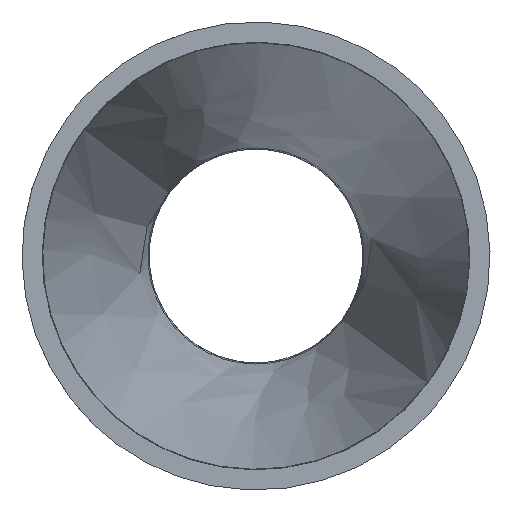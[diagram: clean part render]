
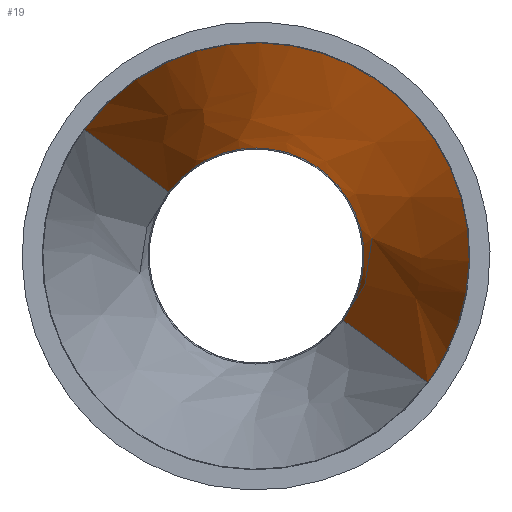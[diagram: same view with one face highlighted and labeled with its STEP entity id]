
A CAD part, front view. The second image highlights one B-rep face of the part: STEP entity #19.
In plain terms, the highlighted free-form (B-spline) face has degree [2, 1] with [9, 2] control points.
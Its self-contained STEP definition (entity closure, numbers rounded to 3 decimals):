
#19=ADVANCED_FACE('',(#43),#288,.T.);
#43=FACE_OUTER_BOUND('',#66,.T.);
#66=EDGE_LOOP('',(#104,#105,#106,#107));
#104=ORIENTED_EDGE('',*,*,#179,.F.);
#105=ORIENTED_EDGE('',*,*,#182,.T.);
#106=ORIENTED_EDGE('',*,*,#183,.T.);
#107=ORIENTED_EDGE('',*,*,#184,.T.);
#179=EDGE_CURVE('',#267,#266,#233,.T.);
#182=EDGE_CURVE('',#267,#268,#218,.T.);
#183=EDGE_CURVE('',#268,#269,#236,.T.);
#184=EDGE_CURVE('',#269,#266,#219,.T.);
#218=B_SPLINE_CURVE_WITH_KNOTS('',1,(#1334,#1335),.UNSPECIFIED.,.F.,.F.,
(2,2),(-26.331,0.),.UNSPECIFIED.);
#219=B_SPLINE_CURVE_WITH_KNOTS('',1,(#1341,#1342),.UNSPECIFIED.,.F.,.F.,
(2,2),(0.,26.331),.UNSPECIFIED.);
#233=(
BOUNDED_CURVE()
B_SPLINE_CURVE(2,(#1319,#1320,#1321,#1322,#1323),.UNSPECIFIED.,.F.,.F.)
B_SPLINE_CURVE_WITH_KNOTS((3,2,3),(0.,19.895,39.791),
 .UNSPECIFIED.)
CURVE()
GEOMETRIC_REPRESENTATION_ITEM()
RATIONAL_B_SPLINE_CURVE((1.,0.707,1.,0.707,1.))
REPRESENTATION_ITEM('')
);
#236=(
BOUNDED_CURVE()
B_SPLINE_CURVE(2,(#1336,#1337,#1338,#1339,#1340),.UNSPECIFIED.,.F.,.F.)
B_SPLINE_CURVE_WITH_KNOTS((3,2,3),(-20.164,-10.082,0.),
 .UNSPECIFIED.)
CURVE()
GEOMETRIC_REPRESENTATION_ITEM()
RATIONAL_B_SPLINE_CURVE((1.,0.707,1.,0.707,1.))
REPRESENTATION_ITEM('')
);
#266=VERTEX_POINT('',#1276);
#267=VERTEX_POINT('',#1277);
#268=VERTEX_POINT('',#1278);
#269=VERTEX_POINT('',#1279);
#288=(
BOUNDED_SURFACE()
B_SPLINE_SURFACE(2,1,((#603,#604),(#605,#606),(#607,#608),(#609,#610),(#611,
#612),(#613,#614),(#615,#616),(#617,#618),(#619,#620)),.UNSPECIFIED.,.T.,
 .F.,.F.)
B_SPLINE_SURFACE_WITH_KNOTS((3,2,2,2,3),(2,2),(0.,1.571,3.142,
4.712,6.283),(0.,58.802),.UNSPECIFIED.)
GEOMETRIC_REPRESENTATION_ITEM()
RATIONAL_B_SPLINE_SURFACE(((1.,1.),(0.707,0.707),
(1.,1.),(0.707,0.707),(1.,1.),(0.707,
0.707),(1.,1.),(0.707,0.707),(1.,1.)))
REPRESENTATION_ITEM('')
SURFACE()
);
#603=CARTESIAN_POINT('',(-0.006,72.,0.));
#604=CARTESIAN_POINT('',(-8.275,14.877,-11.233));
#605=CARTESIAN_POINT('',(-0.006,72.,0.));
#606=CARTESIAN_POINT('',(-19.508,14.876,-2.959));
#607=CARTESIAN_POINT('',(-0.006,72.,0.));
#608=CARTESIAN_POINT('',(-11.234,14.876,8.274));
#609=CARTESIAN_POINT('',(-0.006,72.,0.));
#610=CARTESIAN_POINT('',(-2.96,14.877,19.507));
#611=CARTESIAN_POINT('',(-0.006,72.,0.));
#612=CARTESIAN_POINT('',(8.273,14.878,11.233));
#613=CARTESIAN_POINT('',(-0.006,72.,0.));
#614=CARTESIAN_POINT('',(19.506,14.879,2.959));
#615=CARTESIAN_POINT('',(-0.006,72.,0.));
#616=CARTESIAN_POINT('',(11.232,14.878,-8.274));
#617=CARTESIAN_POINT('',(-0.006,72.,0.));
#618=CARTESIAN_POINT('',(2.958,14.878,-19.507));
#619=CARTESIAN_POINT('',(-0.006,72.,0.));
#620=CARTESIAN_POINT('',(-8.275,14.877,-11.233));
#1276=CARTESIAN_POINT('',(10.196,20.141,-7.512));
#1277=CARTESIAN_POINT('',(-10.199,20.139,7.512));
#1278=CARTESIAN_POINT('',(-5.171,45.719,3.807));
#1279=CARTESIAN_POINT('',(5.164,45.72,-3.807));
#1319=CARTESIAN_POINT('',(-10.199,20.139,7.512));
#1320=CARTESIAN_POINT('',(-2.688,20.14,17.71));
#1321=CARTESIAN_POINT('',(7.51,20.141,10.198));
#1322=CARTESIAN_POINT('',(17.708,20.142,2.686));
#1323=CARTESIAN_POINT('',(10.196,20.141,-7.512));
#1334=CARTESIAN_POINT('',(-10.199,20.139,7.512));
#1335=CARTESIAN_POINT('',(-5.171,45.719,3.807));
#1336=CARTESIAN_POINT('',(-5.171,45.719,3.807));
#1337=CARTESIAN_POINT('',(-1.365,45.719,8.975));
#1338=CARTESIAN_POINT('',(3.803,45.72,5.168));
#1339=CARTESIAN_POINT('',(8.971,45.72,1.361));
#1340=CARTESIAN_POINT('',(5.164,45.72,-3.807));
#1341=CARTESIAN_POINT('',(5.164,45.72,-3.807));
#1342=CARTESIAN_POINT('',(10.196,20.141,-7.512));
